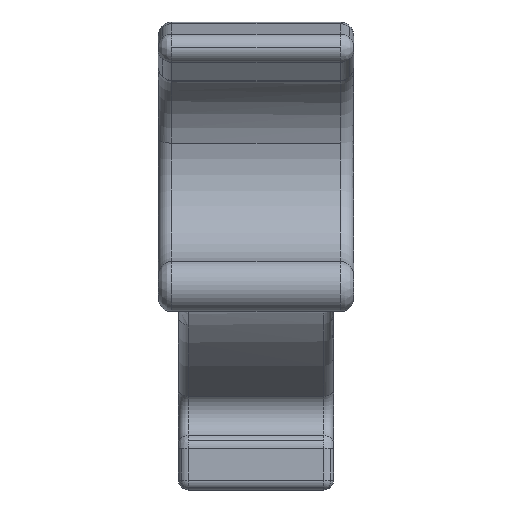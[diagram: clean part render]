
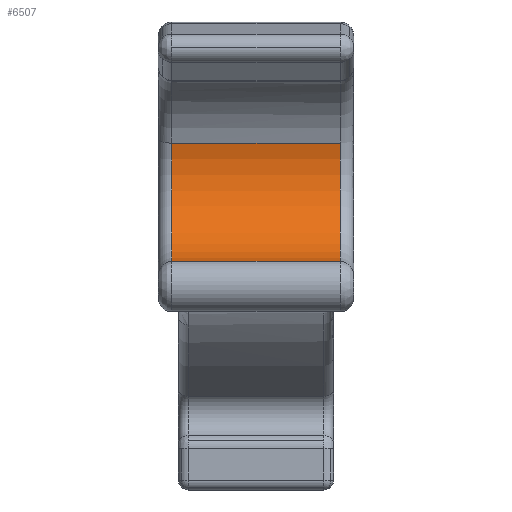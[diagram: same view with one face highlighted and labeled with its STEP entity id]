
A CAD part, left-side view. The second image highlights one B-rep face of the part: STEP entity #6507.
In plain terms, the highlighted cylindrical face has radius 4.84 mm (diameter 9.68 mm), a partial arc.
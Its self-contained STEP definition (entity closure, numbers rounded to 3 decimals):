
#60 = FACE_OUTER_BOUND ( 'NONE', #5265, .T. ) ;
#222 = EDGE_CURVE ( 'NONE', #6426, #1979, #1203, .T. ) ;
#226 = CARTESIAN_POINT ( 'NONE',  ( -25.323, 0., 17.747 ) ) ;
#494 = ORIENTED_EDGE ( 'NONE', *, *, #1350, .F. ) ;
#562 = DIRECTION ( 'NONE',  ( 0.961, 0., 0.277 ) ) ;
#655 = DIRECTION ( 'NONE',  ( 0.961, 0., 0.277 ) ) ;
#658 = CYLINDRICAL_SURFACE ( 'NONE', #3834, 4.84 ) ;
#681 = AXIS2_PLACEMENT_3D ( 'NONE', #3152, #5229, #562 ) ;
#831 = CARTESIAN_POINT ( 'NONE',  ( -29.416, 0., 11.695 ) ) ;
#857 = VECTOR ( 'NONE', #866, 1000. ) ;
#866 = DIRECTION ( 'NONE',  ( 0., 1., 0. ) ) ;
#971 = EDGE_CURVE ( 'NONE', #4791, #1979, #5107, .T. ) ;
#1065 = ORIENTED_EDGE ( 'NONE', *, *, #222, .T. ) ;
#1203 = LINE ( 'NONE', #226, #5437 ) ;
#1350 = EDGE_CURVE ( 'NONE', #4560, #4791, #3963, .T. ) ;
#1979 = VERTEX_POINT ( 'NONE', #4047 ) ;
#2227 = DIRECTION ( 'NONE',  ( 0., -1., 0. ) ) ;
#2263 = CARTESIAN_POINT ( 'NONE',  ( -29.416, 4.3, 11.695 ) ) ;
#2479 = CARTESIAN_POINT ( 'NONE',  ( -25.323, -4.3, 17.747 ) ) ;
#3152 = CARTESIAN_POINT ( 'NONE',  ( -30., -4.3, 16.5 ) ) ;
#3799 = CARTESIAN_POINT ( 'NONE',  ( -30., 0., 16.5 ) ) ;
#3834 = AXIS2_PLACEMENT_3D ( 'NONE', #3799, #4205, #4749 ) ;
#3963 = LINE ( 'NONE', #831, #857 ) ;
#4047 = CARTESIAN_POINT ( 'NONE',  ( -25.323, 4.3, 17.747 ) ) ;
#4205 = DIRECTION ( 'NONE',  ( 0., 1., 0. ) ) ;
#4322 = AXIS2_PLACEMENT_3D ( 'NONE', #5897, #2227, #655 ) ;
#4371 = DIRECTION ( 'NONE',  ( 0., 1., 0. ) ) ;
#4560 = VERTEX_POINT ( 'NONE', #6414 ) ;
#4749 = DIRECTION ( 'NONE',  ( 0.966, 0., 0.258 ) ) ;
#4791 = VERTEX_POINT ( 'NONE', #2263 ) ;
#5107 = CIRCLE ( 'NONE', #4322, 4.84 ) ;
#5229 = DIRECTION ( 'NONE',  ( 0., 1., 0. ) ) ;
#5265 = EDGE_LOOP ( 'NONE', ( #6083, #1065, #5930, #494 ) ) ;
#5437 = VECTOR ( 'NONE', #4371, 1000. ) ;
#5573 = CIRCLE ( 'NONE', #681, 4.84 ) ;
#5897 = CARTESIAN_POINT ( 'NONE',  ( -30., 4.3, 16.5 ) ) ;
#5930 = ORIENTED_EDGE ( 'NONE', *, *, #971, .F. ) ;
#6083 = ORIENTED_EDGE ( 'NONE', *, *, #6583, .F. ) ;
#6414 = CARTESIAN_POINT ( 'NONE',  ( -29.416, -4.3, 11.695 ) ) ;
#6426 = VERTEX_POINT ( 'NONE', #2479 ) ;
#6507 = ADVANCED_FACE ( 'NONE', ( #60 ), #658, .F. ) ;
#6583 = EDGE_CURVE ( 'NONE', #6426, #4560, #5573, .T. ) ;
